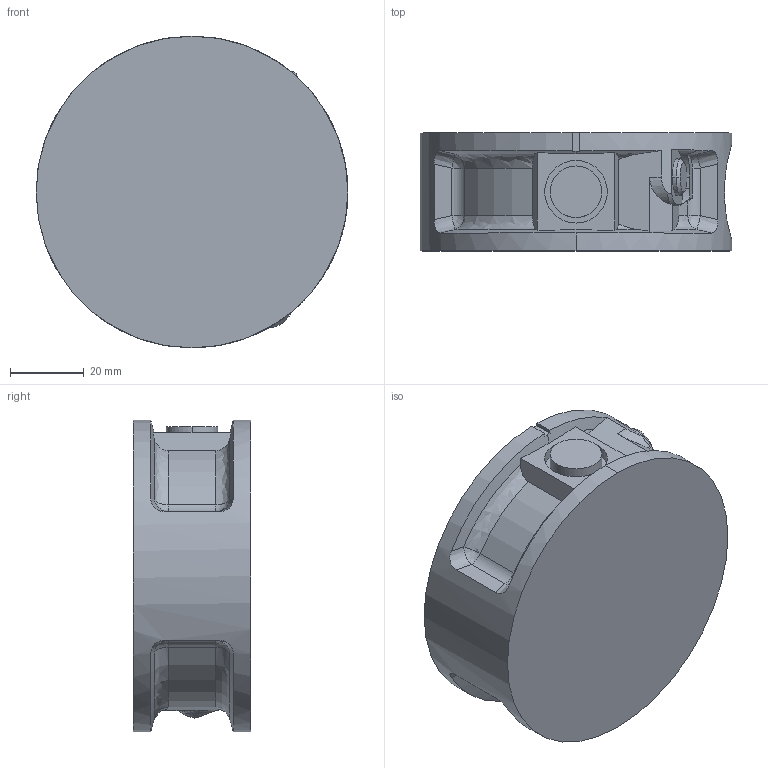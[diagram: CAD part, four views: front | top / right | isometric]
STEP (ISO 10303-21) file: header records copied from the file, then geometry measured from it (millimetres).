
FILE_DESCRIPTION (( 'STEP AP214' ), '1' );
FILE_NAME ('IRB140_6kg-81_LINK5_CAD_rev02.STEP', '2017-01-24T06:56:08', ( 'ABB' ), ( 'ABB' ), 'SwSTEP 2.0', 'SolidWorks 2014', '' );
FILE_SCHEMA (( 'AUTOMOTIVE_DESIGN' ));
Length unit declared in the file: millimetre
Products named in the file (1): IRB140_6kg-81_LINK5_CAD_rev02
Bounding box: 84.6 x 32 x 84.6 mm (x, y, z)
Volume: 161681.4 mm3; surface area: 21527.2 mm2
Topology: 1 solids, 1 shells, 125 faces, 318 edges, 196 vertices
Faces by surface type: bspline 45, cylinder 32, plane 32, cone 16
Entity records: 5697 total; most frequent: CARTESIAN_POINT 3016, ORIENTED_EDGE 628, DIRECTION 442, EDGE_CURVE 314, VERTEX_POINT 196, AXIS2_PLACEMENT_3D 181, EDGE_LOOP 130, FACE_OUTER_BOUND 125
